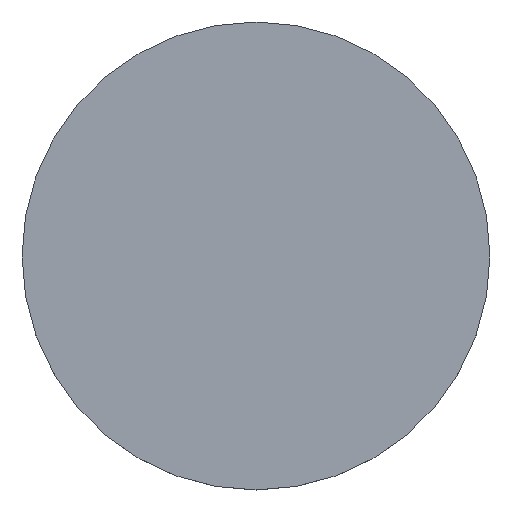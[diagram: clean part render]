
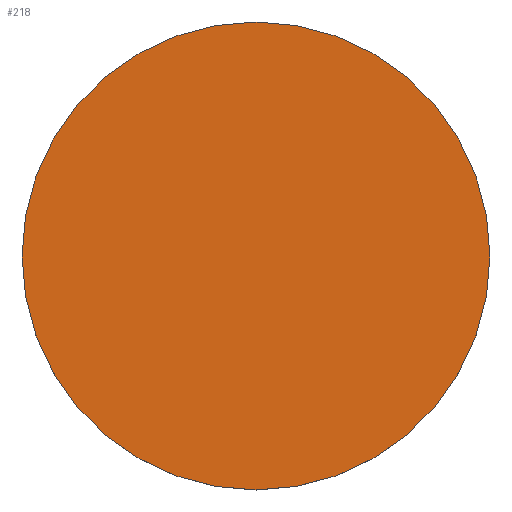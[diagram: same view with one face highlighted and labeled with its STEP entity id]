
A CAD part, top view. The second image highlights one B-rep face of the part: STEP entity #218.
In plain terms, the highlighted planar face has unit normal (0, 0, 1).
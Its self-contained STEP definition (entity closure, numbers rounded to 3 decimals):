
#7 = CARTESIAN_POINT ( 'NONE',  ( 25.4, 0., 7. ) ) ;
#11 = DIRECTION ( 'NONE',  ( 1., 0., 0. ) ) ;
#25 = AXIS2_PLACEMENT_3D ( 'NONE', #114, #176, #11 ) ;
#30 = VERTEX_POINT ( 'NONE', #39 ) ;
#33 = CIRCLE ( 'NONE', #91, 25.4 ) ;
#35 = ORIENTED_EDGE ( 'NONE', *, *, #177, .F. ) ;
#39 = CARTESIAN_POINT ( 'NONE',  ( -25.4, 0., 7. ) ) ;
#51 = CARTESIAN_POINT ( 'NONE',  ( 0., 0., 7. ) ) ;
#66 = EDGE_CURVE ( 'NONE', #231, #30, #146, .T. ) ;
#70 = DIRECTION ( 'NONE',  ( 0., 0., -1. ) ) ;
#85 = ORIENTED_EDGE ( 'NONE', *, *, #66, .F. ) ;
#91 = AXIS2_PLACEMENT_3D ( 'NONE', #51, #70, #144 ) ;
#92 = CARTESIAN_POINT ( 'NONE',  ( 0., 52.02, 7. ) ) ;
#113 = EDGE_LOOP ( 'NONE', ( #85, #35 ) ) ;
#114 = CARTESIAN_POINT ( 'NONE',  ( 0., 0., 7. ) ) ;
#144 = DIRECTION ( 'NONE',  ( 1., 0., 0. ) ) ;
#146 = CIRCLE ( 'NONE', #25, 25.4 ) ;
#152 = FACE_OUTER_BOUND ( 'NONE', #113, .T. ) ;
#160 = AXIS2_PLACEMENT_3D ( 'NONE', #92, #196, #201 ) ;
#176 = DIRECTION ( 'NONE',  ( 0., 0., -1. ) ) ;
#177 = EDGE_CURVE ( 'NONE', #30, #231, #33, .T. ) ;
#196 = DIRECTION ( 'NONE',  ( 0., 0., 1. ) ) ;
#201 = DIRECTION ( 'NONE',  ( 1., 0., 0. ) ) ;
#206 = PLANE ( 'NONE',  #160 ) ;
#218 = ADVANCED_FACE ( 'NONE', ( #152 ), #206, .T. ) ;
#231 = VERTEX_POINT ( 'NONE', #7 ) ;
